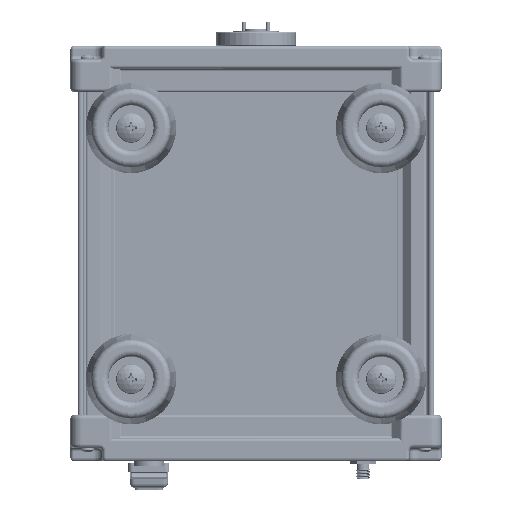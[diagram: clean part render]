
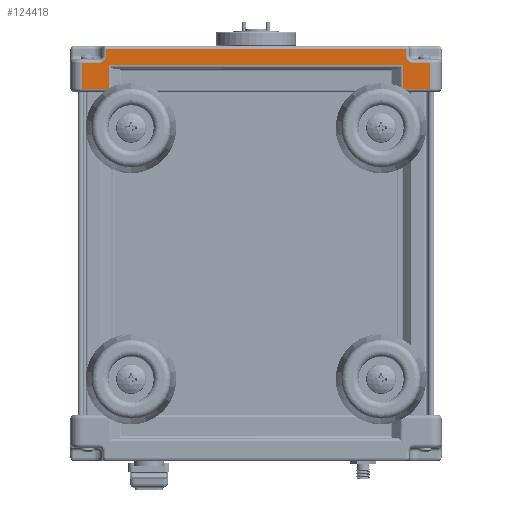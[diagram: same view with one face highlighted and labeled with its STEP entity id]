
A CAD part, front view. The second image highlights one B-rep face of the part: STEP entity #124418.
In plain terms, the highlighted planar face has unit normal (0, -1, 0).
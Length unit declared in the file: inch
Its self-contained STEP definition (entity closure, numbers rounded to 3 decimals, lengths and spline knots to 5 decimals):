
#280 = ORIENTED_EDGE ( 'NONE', *, *, #25901, .T. ) ;
#1266 = ORIENTED_EDGE ( 'NONE', *, *, #108004, .T. ) ;
#1646 = LINE ( 'NONE', #154423, #69206 ) ;
#3306 = ORIENTED_EDGE ( 'NONE', *, *, #63929, .T. ) ;
#3931 = DIRECTION ( 'NONE',  ( 0., -1., 0. ) ) ;
#3989 = VECTOR ( 'NONE', #124049, 39.37008 ) ;
#5805 = CARTESIAN_POINT ( 'NONE',  ( -2.87992, -0.30118, 2.73622 ) ) ;
#6250 = ORIENTED_EDGE ( 'NONE', *, *, #162841, .T. ) ;
#8770 = LINE ( 'NONE', #49294, #32011 ) ;
#8860 = EDGE_CURVE ( 'NONE', #76148, #76549, #72053, .T. ) ;
#9250 = ORIENTED_EDGE ( 'NONE', *, *, #82242, .T. ) ;
#10382 = LINE ( 'NONE', #29488, #3989 ) ;
#10637 = LINE ( 'NONE', #25115, #95259 ) ;
#14815 = ORIENTED_EDGE ( 'NONE', *, *, #41359, .T. ) ;
#15247 = CARTESIAN_POINT ( 'NONE',  ( -3.07677, -0.30118, 3.16142 ) ) ;
#17624 = EDGE_CURVE ( 'NONE', #51616, #83149, #133771, .T. ) ;
#18815 = ORIENTED_EDGE ( 'NONE', *, *, #76803, .F. ) ;
#20604 = PLANE ( 'NONE',  #49718 ) ;
#21067 = LINE ( 'NONE', #138066, #58965 ) ;
#23967 = VERTEX_POINT ( 'NONE', #119744 ) ;
#24638 = CARTESIAN_POINT ( 'NONE',  ( 2.87992, -0.30118, 2.73622 ) ) ;
#25022 = AXIS2_PLACEMENT_3D ( 'NONE', #111476, #3931, #33428 ) ;
#25115 = CARTESIAN_POINT ( 'NONE',  ( -2.48622, -0.30118, 3.44488 ) ) ;
#25901 = EDGE_CURVE ( 'NONE', #83149, #169134, #148673, .T. ) ;
#27714 = CARTESIAN_POINT ( 'NONE',  ( 2.87992, -0.30118, 3.16142 ) ) ;
#29007 = VECTOR ( 'NONE', #141103, 39.37008 ) ;
#29488 = CARTESIAN_POINT ( 'NONE',  ( -2.87992, -0.30118, 3.44488 ) ) ;
#29640 = VERTEX_POINT ( 'NONE', #47399 ) ;
#31492 = LINE ( 'NONE', #24638, #120261 ) ;
#32011 = VECTOR ( 'NONE', #172125, 39.37008 ) ;
#32331 = DIRECTION ( 'NONE',  ( 0., 0., 1. ) ) ;
#33428 = DIRECTION ( 'NONE',  ( 0., 0., 1. ) ) ;
#38486 = VECTOR ( 'NONE', #76292, 39.37008 ) ;
#38490 = VERTEX_POINT ( 'NONE', #105352 ) ;
#40136 = ORIENTED_EDGE ( 'NONE', *, *, #85685, .T. ) ;
#41359 = EDGE_CURVE ( 'NONE', #23967, #93874, #8770, .T. ) ;
#43531 = CIRCLE ( 'NONE', #146896, 0.11811 ) ;
#43545 = CARTESIAN_POINT ( 'NONE',  ( -2.40945, -0.30118, 2.73622 ) ) ;
#43595 = VECTOR ( 'NONE', #140915, 39.37008 ) ;
#47399 = CARTESIAN_POINT ( 'NONE',  ( -2.87992, -0.30118, 3.16142 ) ) ;
#49294 = CARTESIAN_POINT ( 'NONE',  ( -3.07677, -0.30118, 3.38583 ) ) ;
#49718 = AXIS2_PLACEMENT_3D ( 'NONE', #171137, #74309, #87957 ) ;
#51616 = VERTEX_POINT ( 'NONE', #5805 ) ;
#55352 = DIRECTION ( 'NONE',  ( 1., 0., 0. ) ) ;
#58871 = CARTESIAN_POINT ( 'NONE',  ( -2.43391, -0.30118, 3.12205 ) ) ;
#58965 = VECTOR ( 'NONE', #109133, 39.37008 ) ;
#60563 = CARTESIAN_POINT ( 'NONE',  ( -2.60433, -0.30118, 3.27953 ) ) ;
#62107 = CARTESIAN_POINT ( 'NONE',  ( 2.43391, -0.30118, 3.44488 ) ) ;
#62219 = ORIENTED_EDGE ( 'NONE', *, *, #118787, .T. ) ;
#62633 = EDGE_CURVE ( 'NONE', #169134, #38490, #109384, .T. ) ;
#63929 = EDGE_CURVE ( 'NONE', #167236, #29640, #21067, .T. ) ;
#69206 = VECTOR ( 'NONE', #114270, 39.37008 ) ;
#72053 = LINE ( 'NONE', #15247, #120720 ) ;
#74178 = DIRECTION ( 'NONE',  ( 0., -1., 0. ) ) ;
#74309 = DIRECTION ( 'NONE',  ( 0., 1., 0. ) ) ;
#74905 = CARTESIAN_POINT ( 'NONE',  ( -3.07677, -0.30118, 3.12205 ) ) ;
#76148 = VERTEX_POINT ( 'NONE', #27714 ) ;
#76292 = DIRECTION ( 'NONE',  ( 0., 0., -1. ) ) ;
#76549 = VERTEX_POINT ( 'NONE', #76612 ) ;
#76612 = CARTESIAN_POINT ( 'NONE',  ( 2.60433, -0.30118, 3.16142 ) ) ;
#76803 = EDGE_CURVE ( 'NONE', #120034, #76549, #161377, .T. ) ;
#78547 = ORIENTED_EDGE ( 'NONE', *, *, #62633, .T. ) ;
#82242 = EDGE_CURVE ( 'NONE', #120034, #23967, #155628, .T. ) ;
#83149 = VERTEX_POINT ( 'NONE', #140084 ) ;
#83287 = VERTEX_POINT ( 'NONE', #89201 ) ;
#85685 = EDGE_CURVE ( 'NONE', #29640, #51616, #10382, .T. ) ;
#86310 = CARTESIAN_POINT ( 'NONE',  ( 2.87992, -0.30118, 2.73622 ) ) ;
#87957 = DIRECTION ( 'NONE',  ( 0., 0., 1. ) ) ;
#89201 = CARTESIAN_POINT ( 'NONE',  ( 2.43391, -0.30118, 2.73622 ) ) ;
#93068 = DIRECTION ( 'NONE',  ( 0., 0., -1. ) ) ;
#93874 = VERTEX_POINT ( 'NONE', #142734 ) ;
#94147 = ORIENTED_EDGE ( 'NONE', *, *, #17624, .T. ) ;
#94526 = EDGE_CURVE ( 'NONE', #38490, #83287, #95654, .T. ) ;
#95259 = VECTOR ( 'NONE', #93068, 39.37008 ) ;
#95654 = LINE ( 'NONE', #62107, #38486 ) ;
#97896 = VECTOR ( 'NONE', #55352, 39.37008 ) ;
#103202 = CARTESIAN_POINT ( 'NONE',  ( 2.48622, -0.30118, 3.27953 ) ) ;
#105352 = CARTESIAN_POINT ( 'NONE',  ( 2.43391, -0.30118, 3.12205 ) ) ;
#106475 = VECTOR ( 'NONE', #126612, 39.37008 ) ;
#108004 = EDGE_CURVE ( 'NONE', #83287, #119323, #31492, .T. ) ;
#108183 = VERTEX_POINT ( 'NONE', #112564 ) ;
#109133 = DIRECTION ( 'NONE',  ( -1., 0., 0. ) ) ;
#109384 = LINE ( 'NONE', #74905, #29007 ) ;
#111476 = CARTESIAN_POINT ( 'NONE',  ( 2.60433, -0.30118, 3.27953 ) ) ;
#112564 = CARTESIAN_POINT ( 'NONE',  ( -2.48622, -0.30118, 3.27953 ) ) ;
#114270 = DIRECTION ( 'NONE',  ( 0., 0., 1. ) ) ;
#118787 = EDGE_CURVE ( 'NONE', #119323, #76148, #1646, .T. ) ;
#119150 = DIRECTION ( 'NONE',  ( 1., 0., 0. ) ) ;
#119323 = VERTEX_POINT ( 'NONE', #86310 ) ;
#119744 = CARTESIAN_POINT ( 'NONE',  ( 2.48622, -0.30118, 3.38583 ) ) ;
#120034 = VERTEX_POINT ( 'NONE', #103202 ) ;
#120261 = VECTOR ( 'NONE', #119150, 39.37008 ) ;
#120720 = VECTOR ( 'NONE', #165245, 39.37008 ) ;
#121234 = ORIENTED_EDGE ( 'NONE', *, *, #8860, .T. ) ;
#124049 = DIRECTION ( 'NONE',  ( 0., 0., -1. ) ) ;
#124418 = ADVANCED_FACE ( 'NONE', ( #167456 ), #20604, .F. ) ;
#126147 = CARTESIAN_POINT ( 'NONE',  ( 2.48622, -0.30118, 3.44488 ) ) ;
#126612 = DIRECTION ( 'NONE',  ( 0., 0., 1. ) ) ;
#133402 = ORIENTED_EDGE ( 'NONE', *, *, #94526, .T. ) ;
#133771 = LINE ( 'NONE', #43545, #97896 ) ;
#138066 = CARTESIAN_POINT ( 'NONE',  ( -2.87992, -0.30118, 3.16142 ) ) ;
#140084 = CARTESIAN_POINT ( 'NONE',  ( -2.43391, -0.30118, 2.73622 ) ) ;
#140915 = DIRECTION ( 'NONE',  ( 0., 0., 1. ) ) ;
#141103 = DIRECTION ( 'NONE',  ( 1., 0., 0. ) ) ;
#142734 = CARTESIAN_POINT ( 'NONE',  ( -2.48622, -0.30118, 3.38583 ) ) ;
#146896 = AXIS2_PLACEMENT_3D ( 'NONE', #60563, #74178, #32331 ) ;
#148673 = LINE ( 'NONE', #168546, #106475 ) ;
#154423 = CARTESIAN_POINT ( 'NONE',  ( 2.87992, -0.30118, 3.44488 ) ) ;
#155628 = LINE ( 'NONE', #126147, #43595 ) ;
#157799 = EDGE_CURVE ( 'NONE', #167236, #108183, #43531, .T. ) ;
#161377 = CIRCLE ( 'NONE', #25022, 0.11811 ) ;
#162325 = EDGE_LOOP ( 'NONE', ( #133402, #1266, #62219, #121234, #18815, #9250, #14815, #6250, #165051, #3306, #40136, #94147, #280, #78547 ) ) ;
#162841 = EDGE_CURVE ( 'NONE', #93874, #108183, #10637, .T. ) ;
#165051 = ORIENTED_EDGE ( 'NONE', *, *, #157799, .F. ) ;
#165245 = DIRECTION ( 'NONE',  ( -1., 0., 0. ) ) ;
#165877 = CARTESIAN_POINT ( 'NONE',  ( -2.60433, -0.30118, 3.16142 ) ) ;
#167236 = VERTEX_POINT ( 'NONE', #165877 ) ;
#167456 = FACE_OUTER_BOUND ( 'NONE', #162325, .T. ) ;
#168546 = CARTESIAN_POINT ( 'NONE',  ( -2.43391, -0.30118, 3.44488 ) ) ;
#169134 = VERTEX_POINT ( 'NONE', #58871 ) ;
#171137 = CARTESIAN_POINT ( 'NONE',  ( -3.07677, -0.30118, 3.44488 ) ) ;
#172125 = DIRECTION ( 'NONE',  ( -1., 0., 0. ) ) ;
